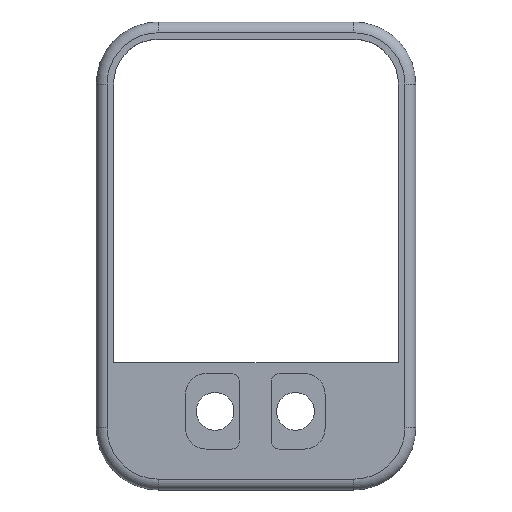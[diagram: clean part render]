
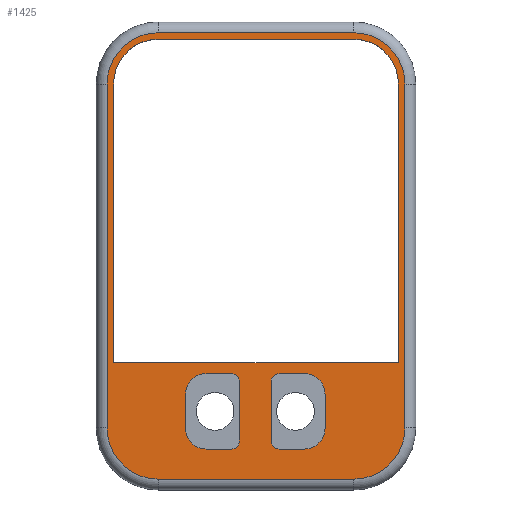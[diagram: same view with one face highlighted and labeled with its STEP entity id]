
A CAD part, top view. The second image highlights one B-rep face of the part: STEP entity #1425.
In plain terms, the highlighted planar face has unit normal (0, 0, 1).
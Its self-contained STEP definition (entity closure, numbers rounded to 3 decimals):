
#1123 = VERTEX_POINT('',#1124);
#1124 = CARTESIAN_POINT('',(-27.6,31.85,9.1));
#1131 = EDGE_CURVE('',#1123,#1132,#1134,.T.);
#1132 = VERTEX_POINT('',#1133);
#1133 = CARTESIAN_POINT('',(-27.6,-31.85,9.1));
#1134 = LINE('',#1135,#1136);
#1135 = CARTESIAN_POINT('',(-27.6,31.85,9.1));
#1136 = VECTOR('',#1137,1.);
#1137 = DIRECTION('',(0.,-1.,0.));
#1156 = VERTEX_POINT('',#1157);
#1157 = CARTESIAN_POINT('',(18.1,41.35,9.1));
#1164 = EDGE_CURVE('',#1156,#1165,#1167,.T.);
#1165 = VERTEX_POINT('',#1166);
#1166 = CARTESIAN_POINT('',(-18.1,41.35,9.1));
#1167 = LINE('',#1168,#1169);
#1168 = CARTESIAN_POINT('',(18.1,41.35,9.1));
#1169 = VECTOR('',#1170,1.);
#1170 = DIRECTION('',(-1.,0.,0.));
#1191 = EDGE_CURVE('',#1165,#1123,#1192,.T.);
#1192 = CIRCLE('',#1193,9.5);
#1193 = AXIS2_PLACEMENT_3D('',#1194,#1195,#1196);
#1194 = CARTESIAN_POINT('',(-18.1,31.85,9.1));
#1195 = DIRECTION('',(0.,-0.,1.));
#1196 = DIRECTION('',(0.,1.,0.));
#1209 = VERTEX_POINT('',#1210);
#1210 = CARTESIAN_POINT('',(-18.1,-41.35,9.1));
#1217 = EDGE_CURVE('',#1132,#1209,#1218,.T.);
#1218 = CIRCLE('',#1219,9.5);
#1219 = AXIS2_PLACEMENT_3D('',#1220,#1221,#1222);
#1220 = CARTESIAN_POINT('',(-18.1,-31.85,9.1));
#1221 = DIRECTION('',(0.,0.,1.));
#1222 = DIRECTION('',(-1.,0.,0.));
#1233 = EDGE_CURVE('',#1209,#1234,#1236,.T.);
#1234 = VERTEX_POINT('',#1235);
#1235 = CARTESIAN_POINT('',(18.1,-41.35,9.1));
#1236 = LINE('',#1237,#1238);
#1237 = CARTESIAN_POINT('',(-18.1,-41.35,9.1));
#1238 = VECTOR('',#1239,1.);
#1239 = DIRECTION('',(1.,0.,0.));
#1260 = VERTEX_POINT('',#1261);
#1261 = CARTESIAN_POINT('',(27.6,-31.85,9.1));
#1268 = EDGE_CURVE('',#1234,#1260,#1269,.T.);
#1269 = CIRCLE('',#1270,9.5);
#1270 = AXIS2_PLACEMENT_3D('',#1271,#1272,#1273);
#1271 = CARTESIAN_POINT('',(18.1,-31.85,9.1));
#1272 = DIRECTION('',(0.,0.,1.));
#1273 = DIRECTION('',(0.,-1.,0.));
#1284 = EDGE_CURVE('',#1260,#1285,#1287,.T.);
#1285 = VERTEX_POINT('',#1286);
#1286 = CARTESIAN_POINT('',(27.6,31.85,9.1));
#1287 = LINE('',#1288,#1289);
#1288 = CARTESIAN_POINT('',(27.6,-31.85,9.1));
#1289 = VECTOR('',#1290,1.);
#1290 = DIRECTION('',(0.,1.,0.));
#1311 = EDGE_CURVE('',#1285,#1156,#1312,.T.);
#1312 = CIRCLE('',#1313,9.5);
#1313 = AXIS2_PLACEMENT_3D('',#1314,#1315,#1316);
#1314 = CARTESIAN_POINT('',(18.1,31.85,9.1));
#1315 = DIRECTION('',(0.,-0.,1.));
#1316 = DIRECTION('',(1.,0.,0.));
#1425 = ADVANCED_FACE('',(#1426,#1436,#1506,#1576),#1628,.T.);
#1426 = FACE_BOUND('',#1427,.T.);
#1427 = EDGE_LOOP('',(#1428,#1429,#1430,#1431,#1432,#1433,#1434,#1435));
#1428 = ORIENTED_EDGE('',*,*,#1131,.T.);
#1429 = ORIENTED_EDGE('',*,*,#1217,.T.);
#1430 = ORIENTED_EDGE('',*,*,#1233,.T.);
#1431 = ORIENTED_EDGE('',*,*,#1268,.T.);
#1432 = ORIENTED_EDGE('',*,*,#1284,.T.);
#1433 = ORIENTED_EDGE('',*,*,#1311,.T.);
#1434 = ORIENTED_EDGE('',*,*,#1164,.T.);
#1435 = ORIENTED_EDGE('',*,*,#1191,.T.);
#1436 = FACE_BOUND('',#1437,.T.);
#1437 = EDGE_LOOP('',(#1438,#1448,#1457,#1465,#1474,#1482,#1491,#1499));
#1438 = ORIENTED_EDGE('',*,*,#1439,.F.);
#1439 = EDGE_CURVE('',#1440,#1442,#1444,.T.);
#1440 = VERTEX_POINT('',#1441);
#1441 = CARTESIAN_POINT('',(-13.08,-25.64,9.1));
#1442 = VERTEX_POINT('',#1443);
#1443 = CARTESIAN_POINT('',(-13.08,-31.94,9.1));
#1444 = LINE('',#1445,#1446);
#1445 = CARTESIAN_POINT('',(-13.08,-25.64,9.1));
#1446 = VECTOR('',#1447,1.);
#1447 = DIRECTION('',(0.,-1.,0.));
#1448 = ORIENTED_EDGE('',*,*,#1449,.F.);
#1449 = EDGE_CURVE('',#1450,#1440,#1452,.T.);
#1450 = VERTEX_POINT('',#1451);
#1451 = CARTESIAN_POINT('',(-9.23,-21.79,9.1));
#1452 = CIRCLE('',#1453,3.85);
#1453 = AXIS2_PLACEMENT_3D('',#1454,#1455,#1456);
#1454 = CARTESIAN_POINT('',(-9.23,-25.64,9.1));
#1455 = DIRECTION('',(0.,0.,1.));
#1456 = DIRECTION('',(1.,0.,0.));
#1457 = ORIENTED_EDGE('',*,*,#1458,.F.);
#1458 = EDGE_CURVE('',#1459,#1450,#1461,.T.);
#1459 = VERTEX_POINT('',#1460);
#1460 = CARTESIAN_POINT('',(-4.58,-21.79,9.1));
#1461 = LINE('',#1462,#1463);
#1462 = CARTESIAN_POINT('',(-4.58,-21.79,9.1));
#1463 = VECTOR('',#1464,1.);
#1464 = DIRECTION('',(-1.,0.,0.));
#1465 = ORIENTED_EDGE('',*,*,#1466,.F.);
#1466 = EDGE_CURVE('',#1467,#1459,#1469,.T.);
#1467 = VERTEX_POINT('',#1468);
#1468 = CARTESIAN_POINT('',(-3.08,-23.29,9.1));
#1469 = CIRCLE('',#1470,1.5);
#1470 = AXIS2_PLACEMENT_3D('',#1471,#1472,#1473);
#1471 = CARTESIAN_POINT('',(-4.58,-23.29,9.1));
#1472 = DIRECTION('',(0.,0.,1.));
#1473 = DIRECTION('',(1.,0.,0.));
#1474 = ORIENTED_EDGE('',*,*,#1475,.F.);
#1475 = EDGE_CURVE('',#1476,#1467,#1478,.T.);
#1476 = VERTEX_POINT('',#1477);
#1477 = CARTESIAN_POINT('',(-3.08,-34.29,9.1));
#1478 = LINE('',#1479,#1480);
#1479 = CARTESIAN_POINT('',(-3.08,-34.29,9.1));
#1480 = VECTOR('',#1481,1.);
#1481 = DIRECTION('',(0.,1.,0.));
#1482 = ORIENTED_EDGE('',*,*,#1483,.F.);
#1483 = EDGE_CURVE('',#1484,#1476,#1486,.T.);
#1484 = VERTEX_POINT('',#1485);
#1485 = CARTESIAN_POINT('',(-4.58,-35.79,9.1));
#1486 = CIRCLE('',#1487,1.5);
#1487 = AXIS2_PLACEMENT_3D('',#1488,#1489,#1490);
#1488 = CARTESIAN_POINT('',(-4.58,-34.29,9.1));
#1489 = DIRECTION('',(0.,0.,1.));
#1490 = DIRECTION('',(1.,0.,0.));
#1491 = ORIENTED_EDGE('',*,*,#1492,.F.);
#1492 = EDGE_CURVE('',#1493,#1484,#1495,.T.);
#1493 = VERTEX_POINT('',#1494);
#1494 = CARTESIAN_POINT('',(-9.23,-35.79,9.1));
#1495 = LINE('',#1496,#1497);
#1496 = CARTESIAN_POINT('',(-9.23,-35.79,9.1));
#1497 = VECTOR('',#1498,1.);
#1498 = DIRECTION('',(1.,0.,0.));
#1499 = ORIENTED_EDGE('',*,*,#1500,.F.);
#1500 = EDGE_CURVE('',#1442,#1493,#1501,.T.);
#1501 = CIRCLE('',#1502,3.85);
#1502 = AXIS2_PLACEMENT_3D('',#1503,#1504,#1505);
#1503 = CARTESIAN_POINT('',(-9.23,-31.94,9.1));
#1504 = DIRECTION('',(0.,0.,1.));
#1505 = DIRECTION('',(1.,0.,0.));
#1506 = FACE_BOUND('',#1507,.T.);
#1507 = EDGE_LOOP('',(#1508,#1518,#1527,#1535,#1544,#1552,#1561,#1569));
#1508 = ORIENTED_EDGE('',*,*,#1509,.F.);
#1509 = EDGE_CURVE('',#1510,#1512,#1514,.T.);
#1510 = VERTEX_POINT('',#1511);
#1511 = CARTESIAN_POINT('',(2.8,-23.29,9.1));
#1512 = VERTEX_POINT('',#1513);
#1513 = CARTESIAN_POINT('',(2.8,-34.29,9.1));
#1514 = LINE('',#1515,#1516);
#1515 = CARTESIAN_POINT('',(2.8,-23.29,9.1));
#1516 = VECTOR('',#1517,1.);
#1517 = DIRECTION('',(0.,-1.,0.));
#1518 = ORIENTED_EDGE('',*,*,#1519,.F.);
#1519 = EDGE_CURVE('',#1520,#1510,#1522,.T.);
#1520 = VERTEX_POINT('',#1521);
#1521 = CARTESIAN_POINT('',(4.3,-21.79,9.1));
#1522 = CIRCLE('',#1523,1.5);
#1523 = AXIS2_PLACEMENT_3D('',#1524,#1525,#1526);
#1524 = CARTESIAN_POINT('',(4.3,-23.29,9.1));
#1525 = DIRECTION('',(0.,0.,1.));
#1526 = DIRECTION('',(1.,0.,0.));
#1527 = ORIENTED_EDGE('',*,*,#1528,.F.);
#1528 = EDGE_CURVE('',#1529,#1520,#1531,.T.);
#1529 = VERTEX_POINT('',#1530);
#1530 = CARTESIAN_POINT('',(8.95,-21.79,9.1));
#1531 = LINE('',#1532,#1533);
#1532 = CARTESIAN_POINT('',(8.95,-21.79,9.1));
#1533 = VECTOR('',#1534,1.);
#1534 = DIRECTION('',(-1.,0.,0.));
#1535 = ORIENTED_EDGE('',*,*,#1536,.F.);
#1536 = EDGE_CURVE('',#1537,#1529,#1539,.T.);
#1537 = VERTEX_POINT('',#1538);
#1538 = CARTESIAN_POINT('',(12.8,-25.64,9.1));
#1539 = CIRCLE('',#1540,3.85);
#1540 = AXIS2_PLACEMENT_3D('',#1541,#1542,#1543);
#1541 = CARTESIAN_POINT('',(8.95,-25.64,9.1));
#1542 = DIRECTION('',(0.,0.,1.));
#1543 = DIRECTION('',(1.,0.,0.));
#1544 = ORIENTED_EDGE('',*,*,#1545,.F.);
#1545 = EDGE_CURVE('',#1546,#1537,#1548,.T.);
#1546 = VERTEX_POINT('',#1547);
#1547 = CARTESIAN_POINT('',(12.8,-31.94,9.1));
#1548 = LINE('',#1549,#1550);
#1549 = CARTESIAN_POINT('',(12.8,-31.94,9.1));
#1550 = VECTOR('',#1551,1.);
#1551 = DIRECTION('',(0.,1.,0.));
#1552 = ORIENTED_EDGE('',*,*,#1553,.F.);
#1553 = EDGE_CURVE('',#1554,#1546,#1556,.T.);
#1554 = VERTEX_POINT('',#1555);
#1555 = CARTESIAN_POINT('',(8.95,-35.79,9.1));
#1556 = CIRCLE('',#1557,3.85);
#1557 = AXIS2_PLACEMENT_3D('',#1558,#1559,#1560);
#1558 = CARTESIAN_POINT('',(8.95,-31.94,9.1));
#1559 = DIRECTION('',(0.,0.,1.));
#1560 = DIRECTION('',(1.,0.,0.));
#1561 = ORIENTED_EDGE('',*,*,#1562,.F.);
#1562 = EDGE_CURVE('',#1563,#1554,#1565,.T.);
#1563 = VERTEX_POINT('',#1564);
#1564 = CARTESIAN_POINT('',(4.3,-35.79,9.1));
#1565 = LINE('',#1566,#1567);
#1566 = CARTESIAN_POINT('',(4.3,-35.79,9.1));
#1567 = VECTOR('',#1568,1.);
#1568 = DIRECTION('',(1.,0.,0.));
#1569 = ORIENTED_EDGE('',*,*,#1570,.F.);
#1570 = EDGE_CURVE('',#1512,#1563,#1571,.T.);
#1571 = CIRCLE('',#1572,1.5);
#1572 = AXIS2_PLACEMENT_3D('',#1573,#1574,#1575);
#1573 = CARTESIAN_POINT('',(4.3,-34.29,9.1));
#1574 = DIRECTION('',(0.,0.,1.));
#1575 = DIRECTION('',(1.,0.,0.));
#1576 = FACE_BOUND('',#1577,.T.);
#1577 = EDGE_LOOP('',(#1578,#1588,#1597,#1605,#1614,#1622));
#1578 = ORIENTED_EDGE('',*,*,#1579,.F.);
#1579 = EDGE_CURVE('',#1580,#1582,#1584,.T.);
#1580 = VERTEX_POINT('',#1581);
#1581 = CARTESIAN_POINT('',(-26.4,31.85,9.1));
#1582 = VERTEX_POINT('',#1583);
#1583 = CARTESIAN_POINT('',(-26.4,-19.79,9.1));
#1584 = LINE('',#1585,#1586);
#1585 = CARTESIAN_POINT('',(-26.4,31.85,9.1));
#1586 = VECTOR('',#1587,1.);
#1587 = DIRECTION('',(0.,-1.,0.));
#1588 = ORIENTED_EDGE('',*,*,#1589,.F.);
#1589 = EDGE_CURVE('',#1590,#1580,#1592,.T.);
#1590 = VERTEX_POINT('',#1591);
#1591 = CARTESIAN_POINT('',(-18.1,40.15,9.1));
#1592 = CIRCLE('',#1593,8.3);
#1593 = AXIS2_PLACEMENT_3D('',#1594,#1595,#1596);
#1594 = CARTESIAN_POINT('',(-18.1,31.85,9.1));
#1595 = DIRECTION('',(0.,0.,1.));
#1596 = DIRECTION('',(1.,0.,0.));
#1597 = ORIENTED_EDGE('',*,*,#1598,.F.);
#1598 = EDGE_CURVE('',#1599,#1590,#1601,.T.);
#1599 = VERTEX_POINT('',#1600);
#1600 = CARTESIAN_POINT('',(18.1,40.15,9.1));
#1601 = LINE('',#1602,#1603);
#1602 = CARTESIAN_POINT('',(18.1,40.15,9.1));
#1603 = VECTOR('',#1604,1.);
#1604 = DIRECTION('',(-1.,0.,0.));
#1605 = ORIENTED_EDGE('',*,*,#1606,.F.);
#1606 = EDGE_CURVE('',#1607,#1599,#1609,.T.);
#1607 = VERTEX_POINT('',#1608);
#1608 = CARTESIAN_POINT('',(26.4,31.85,9.1));
#1609 = CIRCLE('',#1610,8.3);
#1610 = AXIS2_PLACEMENT_3D('',#1611,#1612,#1613);
#1611 = CARTESIAN_POINT('',(18.1,31.85,9.1));
#1612 = DIRECTION('',(0.,0.,1.));
#1613 = DIRECTION('',(1.,0.,0.));
#1614 = ORIENTED_EDGE('',*,*,#1615,.F.);
#1615 = EDGE_CURVE('',#1616,#1607,#1618,.T.);
#1616 = VERTEX_POINT('',#1617);
#1617 = CARTESIAN_POINT('',(26.4,-19.79,9.1));
#1618 = LINE('',#1619,#1620);
#1619 = CARTESIAN_POINT('',(26.4,-19.79,9.1));
#1620 = VECTOR('',#1621,1.);
#1621 = DIRECTION('',(0.,1.,0.));
#1622 = ORIENTED_EDGE('',*,*,#1623,.F.);
#1623 = EDGE_CURVE('',#1582,#1616,#1624,.T.);
#1624 = LINE('',#1625,#1626);
#1625 = CARTESIAN_POINT('',(-26.4,-19.79,9.1));
#1626 = VECTOR('',#1627,1.);
#1627 = DIRECTION('',(1.,0.,0.));
#1628 = PLANE('',#1629);
#1629 = AXIS2_PLACEMENT_3D('',#1630,#1631,#1632);
#1630 = CARTESIAN_POINT('',(0.,0.,9.1)
  );
#1631 = DIRECTION('',(0.,0.,1.));
#1632 = DIRECTION('',(1.,0.,0.));
